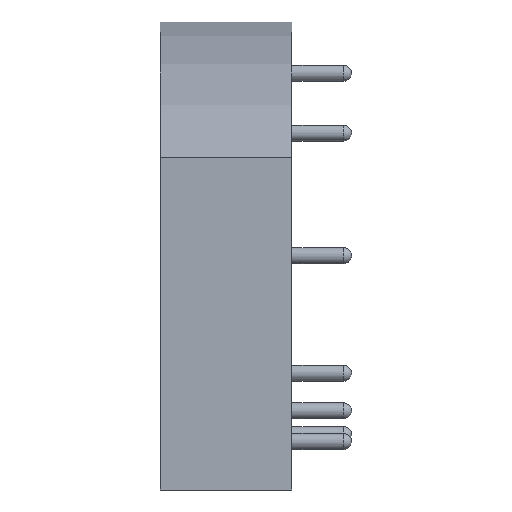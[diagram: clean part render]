
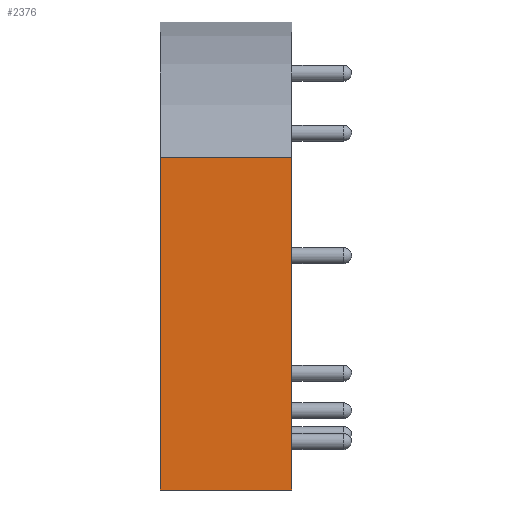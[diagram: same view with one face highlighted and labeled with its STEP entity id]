
A CAD part, left-side view. The second image highlights one B-rep face of the part: STEP entity #2376.
In plain terms, the highlighted planar face has unit normal (-1, 0, 0).
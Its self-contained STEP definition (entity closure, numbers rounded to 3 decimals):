
#199=LINE('',#3373,#279);
#204=LINE('',#3390,#284);
#206=LINE('',#3395,#286);
#207=LINE('',#3397,#287);
#279=VECTOR('',#2648,1000.);
#284=VECTOR('',#2661,1000.);
#286=VECTOR('',#2667,1000.);
#287=VECTOR('',#2670,1000.);
#473=ORIENTED_EDGE('',*,*,#937,.F.);
#474=ORIENTED_EDGE('',*,*,#948,.F.);
#475=ORIENTED_EDGE('',*,*,#945,.T.);
#476=ORIENTED_EDGE('',*,*,#949,.T.);
#937=EDGE_CURVE('',#1184,#1185,#199,.T.);
#945=EDGE_CURVE('',#1190,#1192,#204,.T.);
#948=EDGE_CURVE('',#1190,#1184,#206,.T.);
#949=EDGE_CURVE('',#1192,#1185,#207,.T.);
#1184=VERTEX_POINT('',#3372);
#1185=VERTEX_POINT('',#3374);
#1190=VERTEX_POINT('',#3385);
#1192=VERTEX_POINT('',#3389);
#1331=EDGE_LOOP('',(#473,#474,#475,#476));
#1470=FACE_BOUND('',#1331,.T.);
#1587=PLANE('',#2509);
#2376=ADVANCED_FACE('',(#1470),#1587,.T.);
#2509=AXIS2_PLACEMENT_3D('',#3396,#2668,#2669);
#2648=DIRECTION('',(0.,0.,-1.));
#2661=DIRECTION('',(0.,0.,-1.));
#2667=DIRECTION('',(0.,-1.,0.));
#2668=DIRECTION('',(-1.,0.,0.));
#2669=DIRECTION('',(0.,0.,1.));
#2670=DIRECTION('',(0.,-1.,0.));
#3372=CARTESIAN_POINT('',(-30.,0.,7.243));
#3373=CARTESIAN_POINT('',(-30.,0.,7.243));
#3374=CARTESIAN_POINT('',(-30.,0.,-17.5));
#3385=CARTESIAN_POINT('',(-30.,9.8,7.243));
#3389=CARTESIAN_POINT('',(-30.,9.8,-17.5));
#3390=CARTESIAN_POINT('',(-30.,9.8,7.243));
#3395=CARTESIAN_POINT('',(-30.,9.8,7.243));
#3396=CARTESIAN_POINT('',(-30.,9.8,7.243));
#3397=CARTESIAN_POINT('',(-30.,9.8,-17.5));
